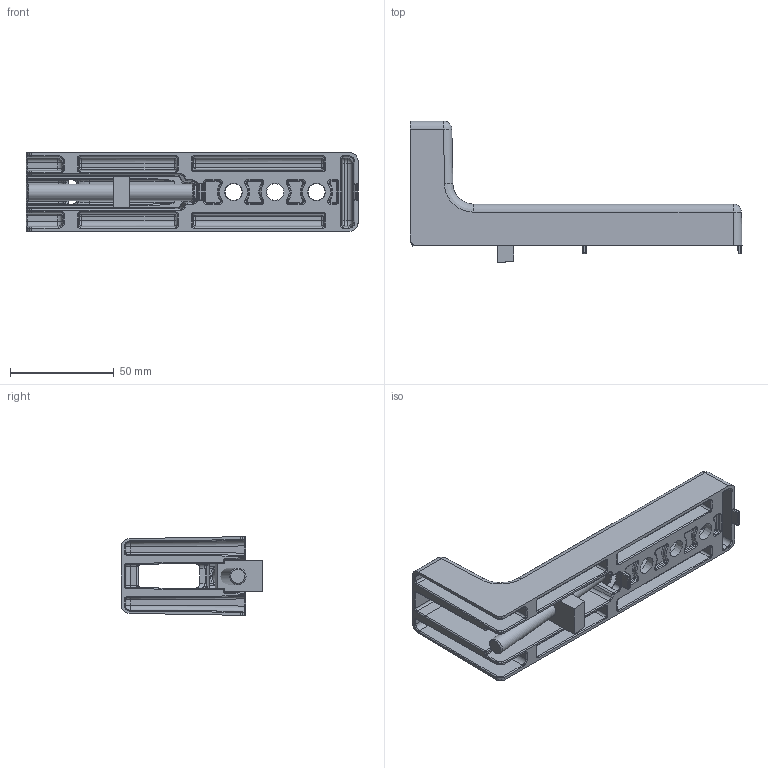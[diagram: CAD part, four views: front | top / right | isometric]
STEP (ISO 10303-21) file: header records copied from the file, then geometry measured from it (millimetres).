
FILE_DESCRIPTION (( 'STEP AP214' ), '1' );
FILE_NAME ('093b1601n08s.STEP', '2014-11-28T08:23:26', ( 'Admin' ), ( 'Hewlett-Packard Company' ), 'SwSTEP 2.0', 'SolidWorks 2014', '' );
FILE_SCHEMA (( 'AUTOMOTIVE_DESIGN' ));
Length unit declared in the file: millimetre
Products named in the file (4): 4iso7380m0880m_4 iso 7380 m08 80 m; 093b1601-01_Standard; 093b1601n08r_n08; 093b1601n08s
Assembly tree (3 placements, depth 2):
  093b1601n08s
    093b1601n08r_n08
    093b1601-01_Standard
    4iso7380m0880m_4 iso 7380 m08 80 m
Bounding box: 160.11 x 68.36 x 38 mm (x, y, z)
Volume: 66089.6 mm3; surface area: 46182.4 mm2
Topology: 3 solids, 3 shells, 533 faces, 1242 edges, 693 vertices
Faces by surface type: cylinder 209, bspline 145, plane 112, torus 26, cone 21, sphere 20
Full cylindrical faces by diameter (mm): 6.8 x1, 8 x1
Entity records: 21690 total; most frequent: CARTESIAN_POINT 10937, ORIENTED_EDGE 2384, DIRECTION 2030, EDGE_CURVE 1192, AXIS2_PLACEMENT_3D 773, VERTEX_POINT 686, EDGE_LOOP 566, FACE_OUTER_BOUND 539
